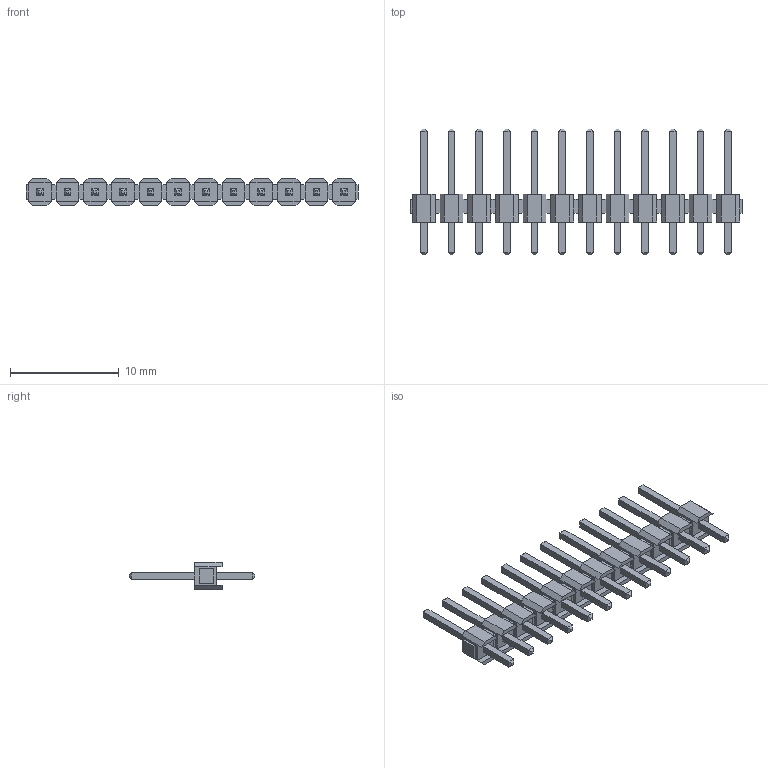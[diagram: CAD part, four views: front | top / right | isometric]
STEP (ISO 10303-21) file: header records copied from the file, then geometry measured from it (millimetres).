
FILE_DESCRIPTION (( 'STEP AP214' ), '1' );
FILE_NAME ('User Library-PLS-12-1.STEP', '2019-06-16T12:08:27', ( '' ), ( '' ), 'SwSTEP 2.0', 'SolidWorks 2018', '' );
FILE_SCHEMA (( 'AUTOMOTIVE_DESIGN' ));
Length unit declared in the file: millimetre
Products named in the file (1): User Library-PLS-12-1
Bounding box: 30.48 x 11.54 x 2.54 mm (x, y, z)
Volume: 184.3 mm3; surface area: 653.1 mm2
Topology: 1 solids, 1 shells, 438 faces, 1020 edges, 632 vertices
Faces by surface type: plane 438
Entity records: 16864 total; most frequent: CARTESIAN_POINT 2091, ORIENTED_EDGE 2040, DIRECTION 1898, LINE 1020, VECTOR 1020, EDGE_CURVE 1020, VERTEX_POINT 632, EDGE_LOOP 486
